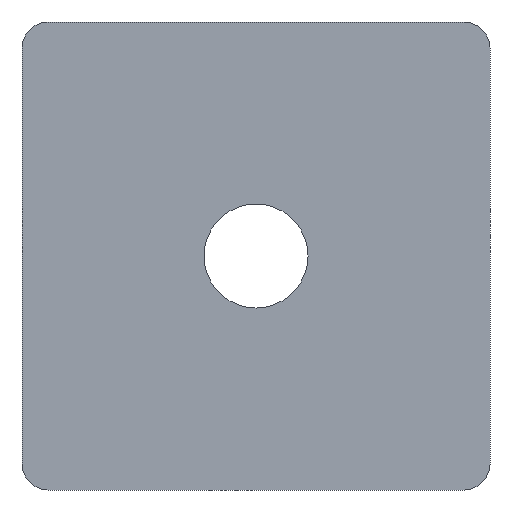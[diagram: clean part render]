
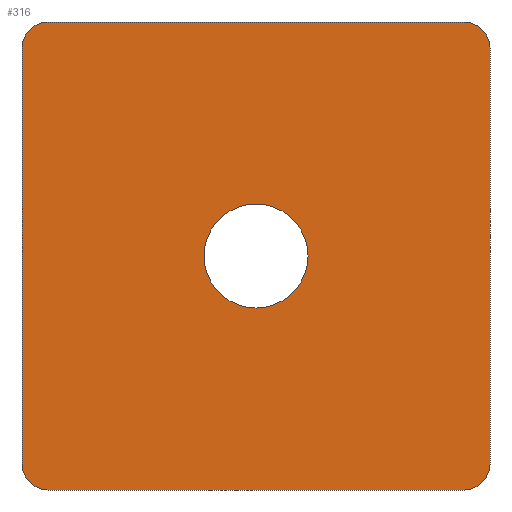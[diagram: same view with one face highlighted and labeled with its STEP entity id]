
A CAD part, front view. The second image highlights one B-rep face of the part: STEP entity #316.
In plain terms, the highlighted planar face has unit normal (0, -1, 0).
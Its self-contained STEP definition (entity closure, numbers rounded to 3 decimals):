
#18=FACE_BOUND('',#66,.T.);
#29=PLANE('',#366);
#44=FACE_OUTER_BOUND('',#65,.T.);
#65=EDGE_LOOP('',(#272,#273,#274,#275,#276,#277,#278,#279));
#66=EDGE_LOOP('',(#280));
#88=LINE('',#513,#118);
#94=LINE('',#533,#124);
#96=LINE('',#538,#126);
#98=LINE('',#547,#128);
#118=VECTOR('',#419,10.);
#124=VECTOR('',#437,10.);
#126=VECTOR('',#441,10.);
#128=VECTOR('',#453,10.);
#132=CIRCLE('',#346,4.);
#139=CIRCLE('',#365,2.);
#140=CIRCLE('',#367,2.);
#141=CIRCLE('',#368,2.);
#142=CIRCLE('',#369,2.);
#144=VERTEX_POINT('',#470);
#156=VERTEX_POINT('',#507);
#158=VERTEX_POINT('',#511);
#165=VERTEX_POINT('',#529);
#166=VERTEX_POINT('',#531);
#167=VERTEX_POINT('',#535);
#168=VERTEX_POINT('',#537);
#169=VERTEX_POINT('',#544);
#170=VERTEX_POINT('',#546);
#173=EDGE_CURVE('',#144,#144,#132,.T.);
#192=EDGE_CURVE('',#158,#156,#88,.T.);
#202=EDGE_CURVE('',#166,#165,#94,.T.);
#204=EDGE_CURVE('',#167,#168,#96,.T.);
#206=EDGE_CURVE('',#156,#167,#139,.T.);
#207=EDGE_CURVE('',#165,#158,#140,.T.);
#208=EDGE_CURVE('',#169,#166,#141,.T.);
#209=EDGE_CURVE('',#170,#169,#98,.T.);
#210=EDGE_CURVE('',#168,#170,#142,.T.);
#272=ORIENTED_EDGE('',*,*,#206,.F.);
#273=ORIENTED_EDGE('',*,*,#192,.F.);
#274=ORIENTED_EDGE('',*,*,#207,.F.);
#275=ORIENTED_EDGE('',*,*,#202,.F.);
#276=ORIENTED_EDGE('',*,*,#208,.F.);
#277=ORIENTED_EDGE('',*,*,#209,.F.);
#278=ORIENTED_EDGE('',*,*,#210,.F.);
#279=ORIENTED_EDGE('',*,*,#204,.F.);
#280=ORIENTED_EDGE('',*,*,#173,.T.);
#316=ADVANCED_FACE('',(#44,#18),#29,.F.);
#346=AXIS2_PLACEMENT_3D('',#472,#381,#382);
#365=AXIS2_PLACEMENT_3D('',#541,#445,#446);
#366=AXIS2_PLACEMENT_3D('',#542,#447,#448);
#367=AXIS2_PLACEMENT_3D('',#543,#449,#450);
#368=AXIS2_PLACEMENT_3D('',#545,#451,#452);
#369=AXIS2_PLACEMENT_3D('',#548,#454,#455);
#381=DIRECTION('center_axis',(0.,1.,0.));
#382=DIRECTION('ref_axis',(1.,0.,0.));
#419=DIRECTION('',(0.,0.,-1.));
#437=DIRECTION('',(1.,0.,0.));
#441=DIRECTION('',(-1.,0.,0.));
#445=DIRECTION('center_axis',(0.,1.,0.));
#446=DIRECTION('ref_axis',(0.707,0.,-0.707));
#447=DIRECTION('center_axis',(0.,1.,0.));
#448=DIRECTION('ref_axis',(0.,0.,1.));
#449=DIRECTION('center_axis',(0.,1.,0.));
#450=DIRECTION('ref_axis',(0.707,0.,0.707));
#451=DIRECTION('center_axis',(0.,1.,0.));
#452=DIRECTION('ref_axis',(-0.707,0.,0.707));
#453=DIRECTION('',(0.,0.,1.));
#454=DIRECTION('center_axis',(0.,1.,0.));
#455=DIRECTION('ref_axis',(-0.707,0.,-0.707));
#470=CARTESIAN_POINT('',(4.,0.,0.));
#472=CARTESIAN_POINT('Origin',(0.,0.,0.));
#507=CARTESIAN_POINT('',(18.,0.,-16.));
#511=CARTESIAN_POINT('',(18.,0.,16.));
#513=CARTESIAN_POINT('',(18.,0.,18.));
#529=CARTESIAN_POINT('',(16.,0.,18.));
#531=CARTESIAN_POINT('',(-16.,0.,18.));
#533=CARTESIAN_POINT('',(-18.,0.,18.));
#535=CARTESIAN_POINT('',(16.,0.,-18.));
#537=CARTESIAN_POINT('',(-16.,0.,-18.));
#538=CARTESIAN_POINT('',(18.,0.,-18.));
#541=CARTESIAN_POINT('Origin',(16.,0.,-16.));
#542=CARTESIAN_POINT('Origin',(0.,0.,0.));
#543=CARTESIAN_POINT('Origin',(16.,0.,16.));
#544=CARTESIAN_POINT('',(-18.,0.,16.));
#545=CARTESIAN_POINT('Origin',(-16.,0.,16.));
#546=CARTESIAN_POINT('',(-18.,0.,-16.));
#547=CARTESIAN_POINT('',(-18.,0.,-18.));
#548=CARTESIAN_POINT('Origin',(-16.,0.,-16.));
